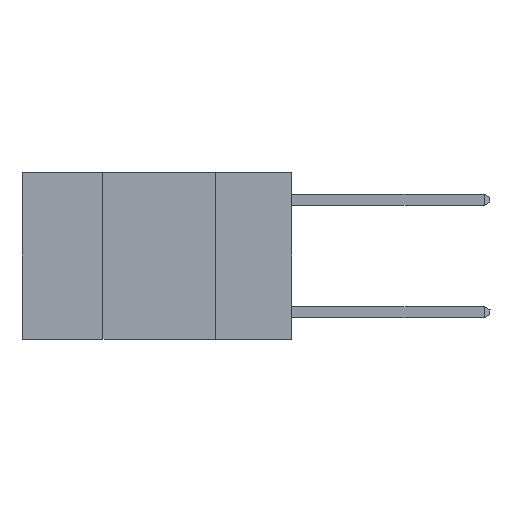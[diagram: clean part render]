
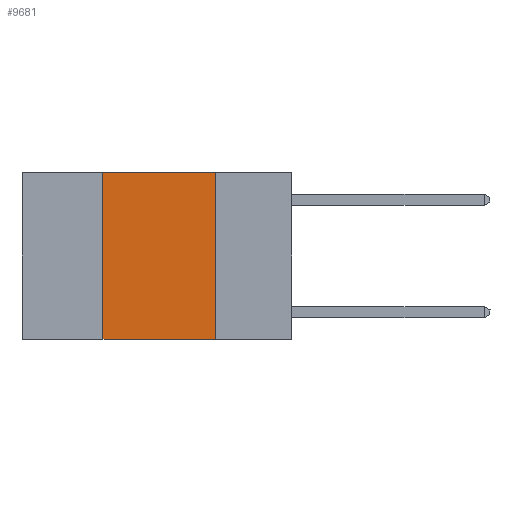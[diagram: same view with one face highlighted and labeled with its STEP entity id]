
A CAD part, left-side view. The second image highlights one B-rep face of the part: STEP entity #9681.
In plain terms, the highlighted planar face has unit normal (-1, 0, 0).
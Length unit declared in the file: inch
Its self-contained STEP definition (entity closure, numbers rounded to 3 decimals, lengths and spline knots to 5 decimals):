
#700 = VECTOR ( 'NONE', #1240, 39.37008 ) ;
#1240 = DIRECTION ( 'NONE',  ( 0., -1., 0. ) ) ;
#1864 = CARTESIAN_POINT ( 'NONE',  ( 0., 0.17, 0. ) ) ;
#2958 = LINE ( 'NONE', #11892, #13868 ) ;
#3369 = CARTESIAN_POINT ( 'NONE',  ( 0., 0.6, 0. ) ) ;
#3424 = PLANE ( 'NONE',  #14079 ) ;
#3889 = VECTOR ( 'NONE', #9060, 39.37008 ) ;
#4516 = VERTEX_POINT ( 'NONE', #7193 ) ;
#4557 = LINE ( 'NONE', #11224, #700 ) ;
#4906 = DIRECTION ( 'NONE',  ( 0., 0., -1. ) ) ;
#5085 = ORIENTED_EDGE ( 'NONE', *, *, #6378, .F. ) ;
#5144 = FACE_OUTER_BOUND ( 'NONE', #5791, .T. ) ;
#5587 = DIRECTION ( 'NONE',  ( 0., 0., 1. ) ) ;
#5791 = EDGE_LOOP ( 'NONE', ( #7195, #12509, #5085, #17065 ) ) ;
#6378 = EDGE_CURVE ( 'NONE', #13544, #14366, #15805, .T. ) ;
#6673 = EDGE_CURVE ( 'NONE', #4516, #8764, #7268, .T. ) ;
#7193 = CARTESIAN_POINT ( 'NONE',  ( 0., 0.17, 0. ) ) ;
#7195 = ORIENTED_EDGE ( 'NONE', *, *, #6673, .F. ) ;
#7268 = LINE ( 'NONE', #1864, #3889 ) ;
#8764 = VERTEX_POINT ( 'NONE', #17016 ) ;
#9060 = DIRECTION ( 'NONE',  ( 0., 0., -1. ) ) ;
#9681 = ADVANCED_FACE ( 'NONE', ( #5144 ), #3424, .F. ) ;
#9823 = CARTESIAN_POINT ( 'NONE',  ( 0., 0.42, -0.37 ) ) ;
#11224 = CARTESIAN_POINT ( 'NONE',  ( 0., 0.6, 0. ) ) ;
#11565 = EDGE_CURVE ( 'NONE', #13544, #8764, #2958, .T. ) ;
#11892 = CARTESIAN_POINT ( 'NONE',  ( 0., 0.6, -0.37 ) ) ;
#12172 = VECTOR ( 'NONE', #5587, 39.37008 ) ;
#12509 = ORIENTED_EDGE ( 'NONE', *, *, #16924, .F. ) ;
#13385 = DIRECTION ( 'NONE',  ( 1., 0., 0. ) ) ;
#13544 = VERTEX_POINT ( 'NONE', #9823 ) ;
#13868 = VECTOR ( 'NONE', #17334, 39.37008 ) ;
#14079 = AXIS2_PLACEMENT_3D ( 'NONE', #3369, #13385, #4906 ) ;
#14366 = VERTEX_POINT ( 'NONE', #14382 ) ;
#14382 = CARTESIAN_POINT ( 'NONE',  ( 0., 0.42, 0. ) ) ;
#15805 = LINE ( 'NONE', #16778, #12172 ) ;
#16778 = CARTESIAN_POINT ( 'NONE',  ( 0., 0.42, 0. ) ) ;
#16924 = EDGE_CURVE ( 'NONE', #14366, #4516, #4557, .T. ) ;
#17016 = CARTESIAN_POINT ( 'NONE',  ( 0., 0.17, -0.37 ) ) ;
#17065 = ORIENTED_EDGE ( 'NONE', *, *, #11565, .T. ) ;
#17334 = DIRECTION ( 'NONE',  ( 0., -1., 0. ) ) ;
